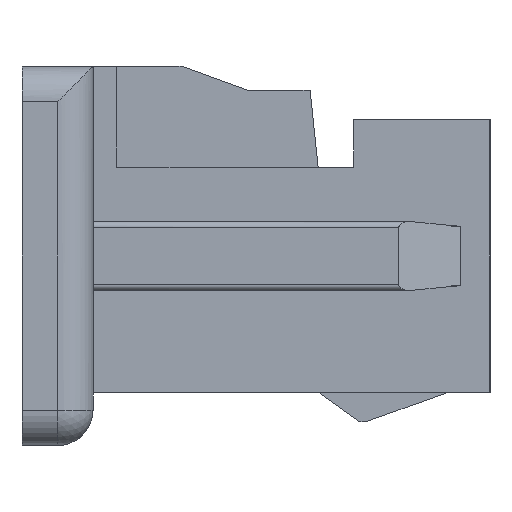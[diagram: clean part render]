
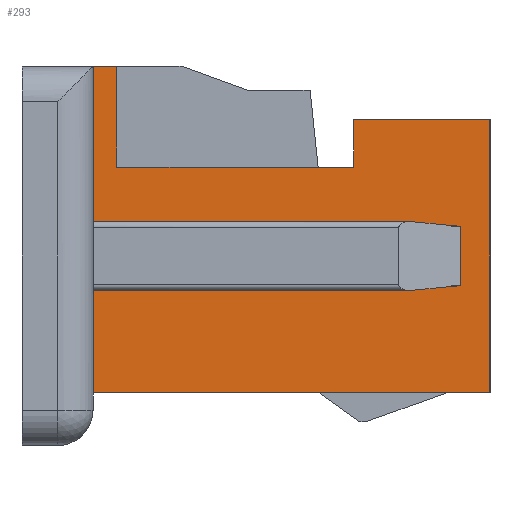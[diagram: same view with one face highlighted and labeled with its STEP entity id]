
A CAD part, left-side view. The second image highlights one B-rep face of the part: STEP entity #293.
In plain terms, the highlighted planar face has unit normal (-1, 0, 0).
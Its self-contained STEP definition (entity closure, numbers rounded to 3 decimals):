
#293=ADVANCED_FACE('',(#956),#957,.T.);
#956=FACE_OUTER_BOUND('',#1776,.T.);
#957=PLANE('',#1777);
#1776=EDGE_LOOP('',(#4119,#4120,#4121,#4122,#4123,#4124,#4125,#4126,#4127,#4128,#4129,#4130));
#1777=AXIS2_PLACEMENT_3D('',#4131,#4132,#4133);
#4119=ORIENTED_EDGE('',*,*,#6025,.T.);
#4120=ORIENTED_EDGE('',*,*,#6043,.T.);
#4121=ORIENTED_EDGE('',*,*,#6103,.T.);
#4122=ORIENTED_EDGE('',*,*,#6104,.T.);
#4123=ORIENTED_EDGE('',*,*,#6105,.T.);
#4124=ORIENTED_EDGE('',*,*,#6106,.F.);
#4125=ORIENTED_EDGE('',*,*,#5923,.F.);
#4126=ORIENTED_EDGE('',*,*,#5969,.F.);
#4127=ORIENTED_EDGE('',*,*,#6107,.T.);
#4128=ORIENTED_EDGE('',*,*,#6108,.F.);
#4129=ORIENTED_EDGE('',*,*,#6109,.F.);
#4130=ORIENTED_EDGE('',*,*,#5963,.F.);
#4131=CARTESIAN_POINT('',(-5.225,1.375,-1.6));
#4132=DIRECTION('',(-1.0,0.0,0.0));
#4133=DIRECTION('',(0.0,0.0,1.0));
#5923=EDGE_CURVE('',#7283,#7285,#7286,.T.);
#5963=EDGE_CURVE('',#7363,#7365,#7366,.T.);
#5969=EDGE_CURVE('',#7375,#7283,#7377,.T.);
#6025=EDGE_CURVE('',#7363,#7478,#7480,.T.);
#6043=EDGE_CURVE('',#7478,#7510,#7512,.T.);
#6103=EDGE_CURVE('',#7510,#7601,#7602,.T.);
#6104=EDGE_CURVE('',#7601,#7603,#7604,.T.);
#6105=EDGE_CURVE('',#7603,#7605,#7606,.T.);
#6106=EDGE_CURVE('',#7285,#7605,#7607,.T.);
#6107=EDGE_CURVE('',#7375,#7608,#7609,.T.);
#6108=EDGE_CURVE('',#7610,#7608,#7611,.T.);
#6109=EDGE_CURVE('',#7365,#7610,#7612,.T.);
#7283=VERTEX_POINT('',#9510);
#7285=VERTEX_POINT('',#9513);
#7286=LINE('',#9514,#9515);
#7363=VERTEX_POINT('',#9629);
#7365=VERTEX_POINT('',#9632);
#7366=LINE('',#9633,#9634);
#7375=VERTEX_POINT('',#9645);
#7377=LINE('',#9648,#9649);
#7478=VERTEX_POINT('',#9813);
#7480=LINE('',#9816,#9817);
#7510=VERTEX_POINT('',#9863);
#7512=LINE('',#9866,#9867);
#7601=VERTEX_POINT('',#10015);
#7602=LINE('',#10016,#10017);
#7603=VERTEX_POINT('',#10018);
#7604=LINE('',#10019,#10020);
#7605=VERTEX_POINT('',#10021);
#7606=LINE('',#10022,#10023);
#7607=LINE('',#10024,#10025);
#7608=VERTEX_POINT('',#10026);
#7609=LINE('',#10027,#10028);
#7610=VERTEX_POINT('',#10029);
#7611=LINE('',#10030,#10031);
#7612=LINE('',#10032,#10033);
#9510=CARTESIAN_POINT('',(-5.225,1.375,1.6));
#9513=CARTESIAN_POINT('',(-5.225,1.175,1.6));
#9514=CARTESIAN_POINT('',(-5.225,1.375,1.6));
#9515=VECTOR('',#11526,0.2);
#9629=CARTESIAN_POINT('',(-5.225,1.375,-1.15));
#9632=CARTESIAN_POINT('',(-5.225,1.375,-0.25));
#9633=CARTESIAN_POINT('',(-5.225,1.375,-1.15));
#9634=VECTOR('',#11568,0.9);
#9645=CARTESIAN_POINT('',(-5.225,1.375,0.25));
#9648=CARTESIAN_POINT('',(-5.225,1.375,0.25));
#9649=VECTOR('',#11578,1.35);
#9813=CARTESIAN_POINT('',(-5.225,-1.975,-1.15));
#9816=CARTESIAN_POINT('',(-5.225,1.375,-1.15));
#9817=VECTOR('',#11634,3.35);
#9863=CARTESIAN_POINT('',(-5.225,-1.975,1.15));
#9866=CARTESIAN_POINT('',(-5.225,-1.975,-1.15));
#9867=VECTOR('',#11652,2.3);
#10015=CARTESIAN_POINT('',(-5.225,-0.825,1.15));
#10016=CARTESIAN_POINT('',(-5.225,-1.975,1.15));
#10017=VECTOR('',#11712,1.15);
#10018=CARTESIAN_POINT('',(-5.225,-0.825,0.75));
#10019=CARTESIAN_POINT('',(-5.225,-0.825,1.15));
#10020=VECTOR('',#11713,0.4);
#10021=CARTESIAN_POINT('',(-5.225,1.175,0.75));
#10022=CARTESIAN_POINT('',(-5.225,-0.825,0.75));
#10023=VECTOR('',#11714,2.0);
#10024=CARTESIAN_POINT('',(-5.225,1.175,1.6));
#10025=VECTOR('',#11715,0.85);
#10026=CARTESIAN_POINT('',(-5.225,-1.725,0.25));
#10027=CARTESIAN_POINT('',(-5.225,1.375,0.25));
#10028=VECTOR('',#11716,3.1);
#10029=CARTESIAN_POINT('',(-5.225,-1.725,-0.25));
#10030=CARTESIAN_POINT('',(-5.225,-1.725,-0.25));
#10031=VECTOR('',#11717,0.5);
#10032=CARTESIAN_POINT('',(-5.225,1.375,-0.25));
#10033=VECTOR('',#11718,3.1);
#11526=DIRECTION('',(0.0,-1.0,0.0));
#11568=DIRECTION('',(0.0,0.0,1.0));
#11578=DIRECTION('',(0.0,0.0,1.0));
#11634=DIRECTION('',(0.0,-1.0,0.0));
#11652=DIRECTION('',(0.0,0.0,1.0));
#11712=DIRECTION('',(0.0,1.0,0.0));
#11713=DIRECTION('',(0.0,0.0,-1.0));
#11714=DIRECTION('',(0.0,1.0,0.0));
#11715=DIRECTION('',(0.0,0.0,-1.0));
#11716=DIRECTION('',(0.0,-1.0,0.0));
#11717=DIRECTION('',(0.0,0.0,1.0));
#11718=DIRECTION('',(0.0,-1.0,0.0));
